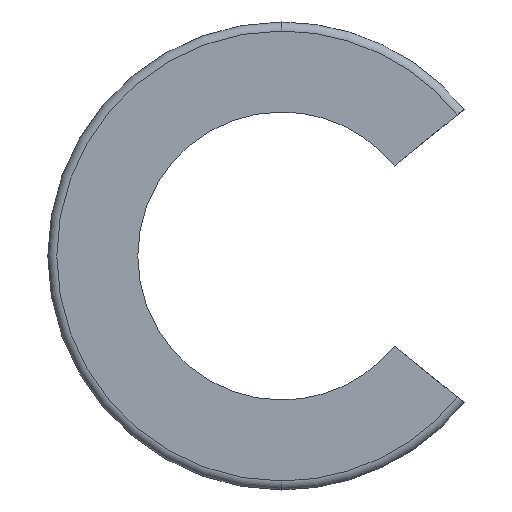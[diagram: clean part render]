
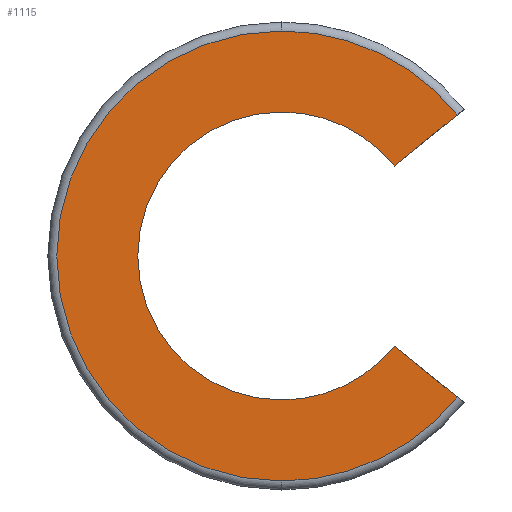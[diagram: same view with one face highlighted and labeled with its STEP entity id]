
A CAD part, left-side view. The second image highlights one B-rep face of the part: STEP entity #1115.
In plain terms, the highlighted planar face has unit normal (-1, 0, 0).
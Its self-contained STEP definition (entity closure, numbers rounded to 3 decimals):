
#5 = AXIS2_PLACEMENT_3D ( 'NONE', #227, #222, #221 ) ;
#98 = FACE_OUTER_BOUND ( 'NONE', #913, .T. ) ;
#221 = DIRECTION ( 'NONE',  ( 0., 0., -1. ) ) ;
#222 = DIRECTION ( 'NONE',  ( 1., 0., 0. ) ) ;
#225 = PLANE ( 'NONE',  #5 ) ;
#227 = CARTESIAN_POINT ( 'NONE',  ( -18., 8., 0. ) ) ;
#391 = VERTEX_POINT ( 'NONE', #401 ) ;
#392 = CARTESIAN_POINT ( 'NONE',  ( -18., -6.245, 5. ) ) ;
#401 = CARTESIAN_POINT ( 'NONE',  ( -18., 0., -12.5 ) ) ;
#403 = DIRECTION ( 'NONE',  ( 0., 0., 1. ) ) ;
#404 = DIRECTION ( 'NONE',  ( -1., 0., 0. ) ) ;
#411 = CARTESIAN_POINT ( 'NONE',  ( -18., -6.245, -5. ) ) ;
#424 = CARTESIAN_POINT ( 'NONE',  ( -18., 0., 0. ) ) ;
#430 = VERTEX_POINT ( 'NONE', #696 ) ;
#441 = VERTEX_POINT ( 'NONE', #637 ) ;
#446 = VERTEX_POINT ( 'NONE', #392 ) ;
#464 = DIRECTION ( 'NONE',  ( 0., 0., -1. ) ) ;
#501 = VERTEX_POINT ( 'NONE', #676 ) ;
#504 = CARTESIAN_POINT ( 'NONE',  ( -18., -6.245, 5. ) ) ;
#509 = DIRECTION ( 'NONE',  ( -1., 0., 0. ) ) ;
#510 = DIRECTION ( 'NONE',  ( 0., 0.777, -0.629 ) ) ;
#517 = DIRECTION ( 'NONE',  ( -1., 0., 0. ) ) ;
#524 = CARTESIAN_POINT ( 'NONE',  ( -18., 0., -8. ) ) ;
#525 = DIRECTION ( 'NONE',  ( 0., -0.777, -0.629 ) ) ;
#568 = VERTEX_POINT ( 'NONE', #650 ) ;
#605 = CARTESIAN_POINT ( 'NONE',  ( -18., 0., 0. ) ) ;
#624 = DIRECTION ( 'NONE',  ( 0., 0., -1. ) ) ;
#632 = CARTESIAN_POINT ( 'NONE',  ( -18., 0., 0. ) ) ;
#637 = CARTESIAN_POINT ( 'NONE',  ( -18., -9.742, -7.832 ) ) ;
#648 = DIRECTION ( 'NONE',  ( 0., 0., 1. ) ) ;
#650 = CARTESIAN_POINT ( 'NONE',  ( -18., -6.245, -5. ) ) ;
#655 = DIRECTION ( 'NONE',  ( 0., 0., -1. ) ) ;
#658 = DIRECTION ( 'NONE',  ( -1., 0., 0. ) ) ;
#659 = CARTESIAN_POINT ( 'NONE',  ( -18., 0., 0. ) ) ;
#663 = DIRECTION ( 'NONE',  ( -1., 0., 0. ) ) ;
#672 = CARTESIAN_POINT ( 'NONE',  ( -18., 0., 12.5 ) ) ;
#676 = CARTESIAN_POINT ( 'NONE',  ( -18., -9.742, 7.832 ) ) ;
#686 = CARTESIAN_POINT ( 'NONE',  ( -18., 0., 0. ) ) ;
#696 = CARTESIAN_POINT ( 'NONE',  ( -18., 0., 8. ) ) ;
#697 = DIRECTION ( 'NONE',  ( -1., 0., 0. ) ) ;
#701 = DIRECTION ( 'NONE',  ( 0., 0., 1. ) ) ;
#704 = VERTEX_POINT ( 'NONE', #672 ) ;
#710 = CARTESIAN_POINT ( 'NONE',  ( -18., 0., 0. ) ) ;
#726 = VERTEX_POINT ( 'NONE', #524 ) ;
#757 = AXIS2_PLACEMENT_3D ( 'NONE', #710, #509, #403 ) ;
#760 = AXIS2_PLACEMENT_3D ( 'NONE', #632, #663, #648 ) ;
#761 = AXIS2_PLACEMENT_3D ( 'NONE', #659, #658, #655 ) ;
#769 = AXIS2_PLACEMENT_3D ( 'NONE', #605, #404, #624 ) ;
#771 = AXIS2_PLACEMENT_3D ( 'NONE', #424, #517, #464 ) ;
#778 = AXIS2_PLACEMENT_3D ( 'NONE', #686, #697, #701 ) ;
#781 = EDGE_CURVE ( 'NONE', #446, #430, #879, .T. ) ;
#787 = EDGE_CURVE ( 'NONE', #568, #441, #884, .T. ) ;
#792 = EDGE_CURVE ( 'NONE', #501, #446, #859, .T. ) ;
#793 = EDGE_CURVE ( 'NONE', #501, #704, #854, .T. ) ;
#821 = CIRCLE ( 'NONE', #757, 8. ) ;
#832 = CIRCLE ( 'NONE', #761, 12.5 ) ;
#835 = CIRCLE ( 'NONE', #760, 8. ) ;
#841 = CIRCLE ( 'NONE', #769, 12.5 ) ;
#854 = CIRCLE ( 'NONE', #771, 12.5 ) ;
#856 = VECTOR ( 'NONE', #510, 1000. ) ;
#859 = LINE ( 'NONE', #504, #856 ) ;
#867 = VECTOR ( 'NONE', #525, 1000. ) ;
#879 = CIRCLE ( 'NONE', #778, 8. ) ;
#884 = LINE ( 'NONE', #411, #867 ) ;
#913 = EDGE_LOOP ( 'NONE', ( #946, #950, #948, #952, #953, #951, #949, #954 ) ) ;
#946 = ORIENTED_EDGE ( 'NONE', *, *, #793, .T. ) ;
#948 = ORIENTED_EDGE ( 'NONE', *, *, #1029, .T. ) ;
#949 = ORIENTED_EDGE ( 'NONE', *, *, #781, .F. ) ;
#950 = ORIENTED_EDGE ( 'NONE', *, *, #1025, .T. ) ;
#951 = ORIENTED_EDGE ( 'NONE', *, *, #1035, .F. ) ;
#952 = ORIENTED_EDGE ( 'NONE', *, *, #787, .F. ) ;
#953 = ORIENTED_EDGE ( 'NONE', *, *, #1028, .F. ) ;
#954 = ORIENTED_EDGE ( 'NONE', *, *, #792, .F. ) ;
#1025 = EDGE_CURVE ( 'NONE', #704, #391, #841, .T. ) ;
#1028 = EDGE_CURVE ( 'NONE', #726, #568, #835, .T. ) ;
#1029 = EDGE_CURVE ( 'NONE', #391, #441, #832, .T. ) ;
#1035 = EDGE_CURVE ( 'NONE', #430, #726, #821, .T. ) ;
#1115 = ADVANCED_FACE ( 'NONE', ( #98 ), #225, .F. ) ;
